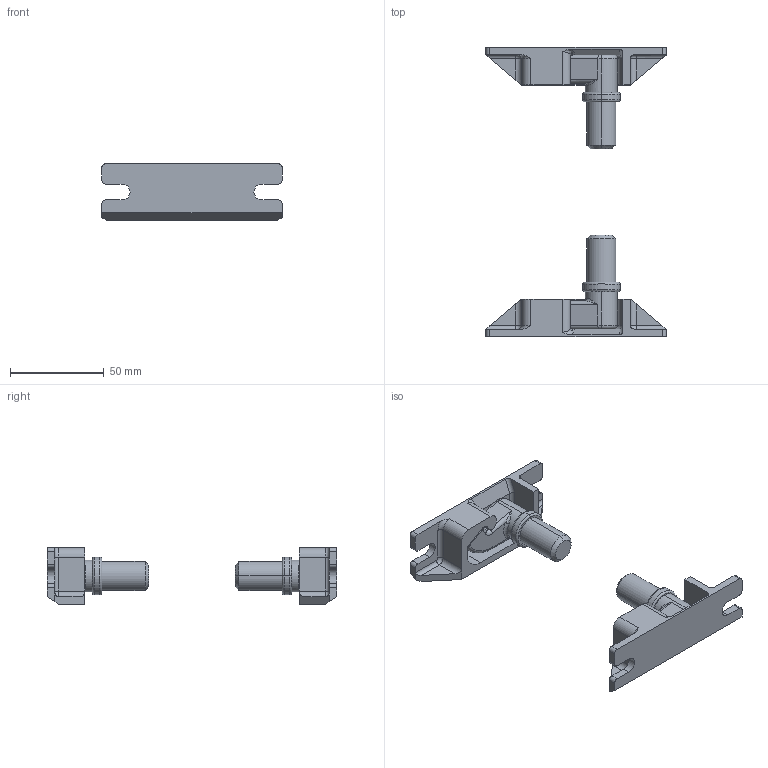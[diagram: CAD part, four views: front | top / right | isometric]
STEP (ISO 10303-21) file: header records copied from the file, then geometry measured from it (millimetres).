
FILE_DESCRIPTION (( 'STEP AP203' ), '1' );
FILE_NAME ('sone3D.STEP', '2013-12-05T02:42:41', ( '' ), ( '' ), 'SwSTEP 2.0', 'SolidWorks 2012', '' );
FILE_SCHEMA (( 'CONFIG_CONTROL_DESIGN' ));
Length unit declared in the file: millimetre
Products named in the file (5): sone3D; FA-1815-S-1_-2僼僢僋__FA-1815-S-2-R; FA-1815-S-1_-2僉乕僷乕__R; FA-1815-S-1_-2僼僢僋__FA-1815-S-2-L; FA-1815-S-1_-2僉乕僷乕__L
Assembly tree (4 placements, depth 2):
  sone3D
    FA-1815-S-1_-2僉乕僷乕__L
    FA-1815-S-1_-2僼僢僋__FA-1815-S-2-L
    FA-1815-S-1_-2僉乕僷乕__R
    FA-1815-S-1_-2僼僢僋__FA-1815-S-2-R
Bounding box: 96 x 154 x 30 mm (x, y, z)
Volume: 74462.1 mm3; surface area: 30422.9 mm2
Topology: 4 solids, 4 shells, 238 faces, 582 edges, 350 vertices
Faces by surface type: cylinder 96, plane 76, torus 52, bspline 8, cone 4, sphere 2
Entity records: 7801 total; most frequent: CARTESIAN_POINT 1647, DIRECTION 1276, ORIENTED_EDGE 1152, EDGE_CURVE 576, AXIS2_PLACEMENT_3D 499, VERTEX_POINT 350, VECTOR 278, LINE 278
